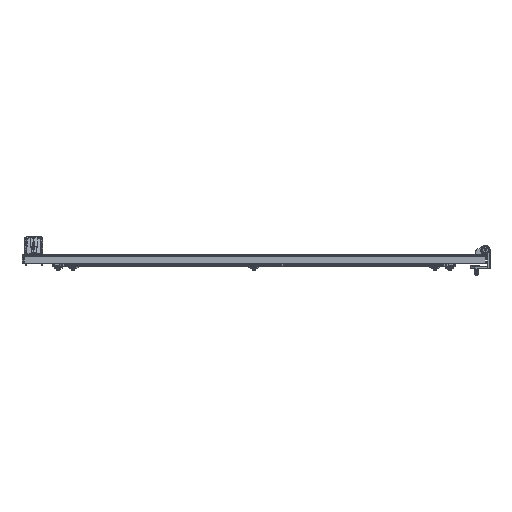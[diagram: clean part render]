
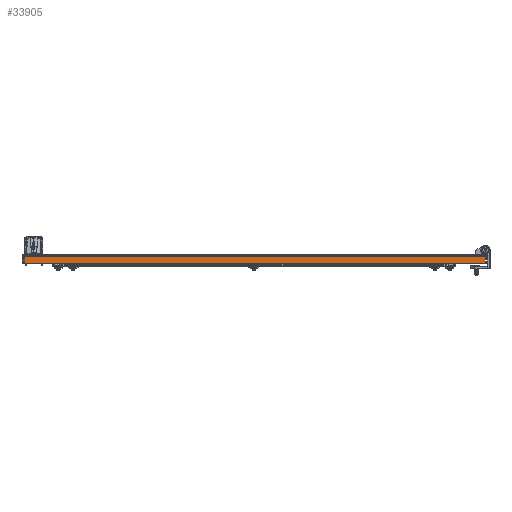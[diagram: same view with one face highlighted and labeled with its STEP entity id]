
A CAD part, front view. The second image highlights one B-rep face of the part: STEP entity #33905.
In plain terms, the highlighted planar face has unit normal (0, -1, 0).
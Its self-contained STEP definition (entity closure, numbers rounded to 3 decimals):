
#5068 = DIRECTION ( 'NONE',  ( 0., 1., 0. ) ) ;
#6072 = ORIENTED_EDGE ( 'NONE', *, *, #80128, .F. ) ;
#12886 = VERTEX_POINT ( 'NONE', #61438 ) ;
#14012 = EDGE_CURVE ( 'NONE', #78841, #80779, #15923, .T. ) ;
#15923 = LINE ( 'NONE', #24215, #80986 ) ;
#16679 = LINE ( 'NONE', #17586, #58132 ) ;
#17274 = EDGE_CURVE ( 'NONE', #78841, #46813, #70496, .T. ) ;
#17586 = CARTESIAN_POINT ( 'NONE',  ( 0., -995., -4. ) ) ;
#19769 = PLANE ( 'NONE',  #21788 ) ;
#21788 = AXIS2_PLACEMENT_3D ( 'NONE', #75923, #5068, #48322 ) ;
#23224 = ORIENTED_EDGE ( 'NONE', *, *, #17274, .T. ) ;
#24215 = CARTESIAN_POINT ( 'NONE',  ( 395., -995., -15.8 ) ) ;
#24476 = EDGE_CURVE ( 'NONE', #12886, #46813, #16679, .T. ) ;
#25947 = CARTESIAN_POINT ( 'NONE',  ( -393., -995., 0. ) ) ;
#27813 = ORIENTED_EDGE ( 'NONE', *, *, #14012, .F. ) ;
#31173 = VECTOR ( 'NONE', #74269, 1000. ) ;
#33905 = ADVANCED_FACE ( 'NONE', ( #90216 ), #19769, .F. ) ;
#35522 = CARTESIAN_POINT ( 'NONE',  ( 393., -995., 0. ) ) ;
#40669 = LINE ( 'NONE', #25947, #31173 ) ;
#44760 = DIRECTION ( 'NONE',  ( 1., 0., 0. ) ) ;
#46813 = VERTEX_POINT ( 'NONE', #90403 ) ;
#48322 = DIRECTION ( 'NONE',  ( 0., 0., 1. ) ) ;
#51079 = CARTESIAN_POINT ( 'NONE',  ( -393., -995., -15.8 ) ) ;
#56011 = VECTOR ( 'NONE', #63591, 1000. ) ;
#58132 = VECTOR ( 'NONE', #44760, 1000. ) ;
#61066 = EDGE_LOOP ( 'NONE', ( #23224, #88267, #6072, #27813 ) ) ;
#61438 = CARTESIAN_POINT ( 'NONE',  ( -393., -995., -4. ) ) ;
#63591 = DIRECTION ( 'NONE',  ( 0., 0., 1. ) ) ;
#70496 = LINE ( 'NONE', #35522, #56011 ) ;
#73918 = DIRECTION ( 'NONE',  ( -1., 0., 0. ) ) ;
#74269 = DIRECTION ( 'NONE',  ( 0., 0., 1. ) ) ;
#75923 = CARTESIAN_POINT ( 'NONE',  ( 0., -995., 0. ) ) ;
#78841 = VERTEX_POINT ( 'NONE', #88823 ) ;
#80128 = EDGE_CURVE ( 'NONE', #80779, #12886, #40669, .T. ) ;
#80779 = VERTEX_POINT ( 'NONE', #51079 ) ;
#80986 = VECTOR ( 'NONE', #73918, 1000. ) ;
#88267 = ORIENTED_EDGE ( 'NONE', *, *, #24476, .F. ) ;
#88823 = CARTESIAN_POINT ( 'NONE',  ( 393., -995., -15.8 ) ) ;
#90216 = FACE_OUTER_BOUND ( 'NONE', #61066, .T. ) ;
#90403 = CARTESIAN_POINT ( 'NONE',  ( 393., -995., -4. ) ) ;
